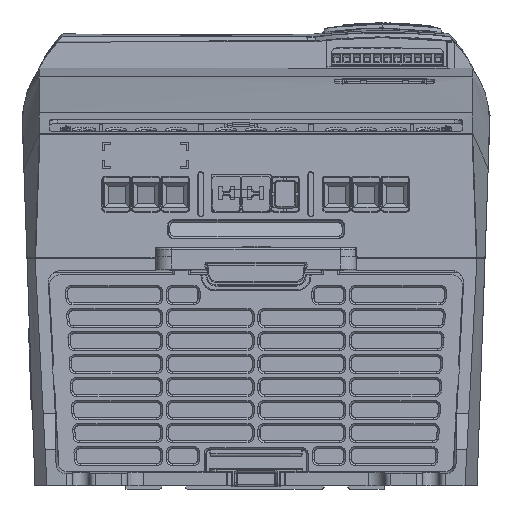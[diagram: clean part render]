
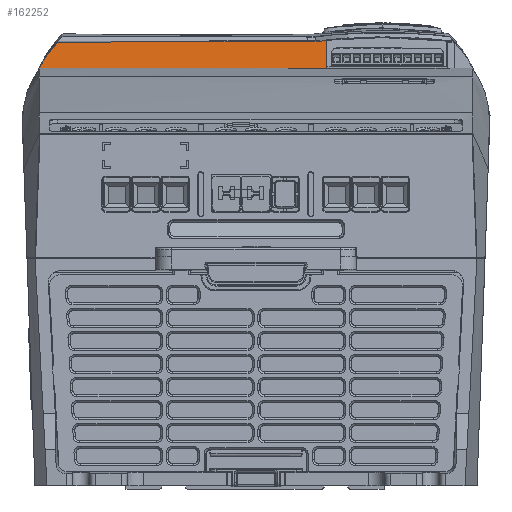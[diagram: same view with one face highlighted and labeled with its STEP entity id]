
A CAD part, front view. The second image highlights one B-rep face of the part: STEP entity #162252.
In plain terms, the highlighted planar face has unit normal (0, -0.996, 0.087).
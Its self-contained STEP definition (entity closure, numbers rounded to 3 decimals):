
#4841 = CARTESIAN_POINT ( 'NONE',  ( -99.117, -15.461, 88.067 ) ) ;
#22516 = B_SPLINE_CURVE_WITH_KNOTS ( 'NONE', 3,
 ( #152343, #406171, #181507, #248047 ),
 .UNSPECIFIED., .F., .F.,
 ( 4, 4 ),
 ( 0., 1. ),
 .UNSPECIFIED. ) ;
#30088 = CARTESIAN_POINT ( 'NONE',  ( 35.023, -15.39, 88.867 ) ) ;
#38972 = CARTESIAN_POINT ( 'NONE',  ( 28.521, -15.435, 88.353 ) ) ;
#53106 = EDGE_CURVE ( 'NONE', #196389, #100065, #283786, .T. ) ;
#61078 = CARTESIAN_POINT ( 'NONE',  ( -99.117, -15.461, 88.067 ) ) ;
#63116 = CARTESIAN_POINT ( 'NONE',  ( -105.966, -16.181, 79.837 ) ) ;
#64202 = EDGE_CURVE ( 'NONE', #181611, #223186, #136859, .T. ) ;
#67253 = CARTESIAN_POINT ( 'NONE',  ( -108.296, -16.602, 75.021 ) ) ;
#74515 = CARTESIAN_POINT ( 'NONE',  ( 35.023, -15.39, 88.867 ) ) ;
#74630 = CARTESIAN_POINT ( 'NONE',  ( 33.349, -15.404, 88.708 ) ) ;
#81763 = ORIENTED_EDGE ( 'NONE', *, *, #319450, .F. ) ;
#83999 = EDGE_CURVE ( 'NONE', #229116, #403907, #22516, .T. ) ;
#100065 = VERTEX_POINT ( 'NONE', #324573 ) ;
#101099 = ORIENTED_EDGE ( 'NONE', *, *, #83999, .T. ) ;
#102169 = EDGE_CURVE ( 'NONE', #229116, #196389, #258370, .T. ) ;
#107881 = CARTESIAN_POINT ( 'NONE',  ( 30.002, -15.436, 88.347 ) ) ;
#118982 = EDGE_LOOP ( 'NONE', ( #409743, #195696, #101099, #194045, #325651, #81763 ) ) ;
#131841 = CARTESIAN_POINT ( 'NONE',  ( -57.559, -15.452, 88.166 ) ) ;
#136859 = B_SPLINE_CURVE_WITH_KNOTS ( 'NONE', 3,
 ( #107881, #207705, #74630, #139135 ),
 .UNSPECIFIED., .F., .F.,
 ( 4, 4 ),
 ( 0., 1. ),
 .UNSPECIFIED. ) ;
#139135 = CARTESIAN_POINT ( 'NONE',  ( 35.023, -15.39, 88.867 ) ) ;
#144884 = B_SPLINE_CURVE_WITH_KNOTS ( 'NONE', 3,
 ( #74515, #361600, #174360, #201491 ),
 .UNSPECIFIED., .F., .F.,
 ( 4, 4 ),
 ( 0., 1. ),
 .UNSPECIFIED. ) ;
#145049 = FACE_OUTER_BOUND ( 'NONE', #118982, .T. ) ;
#152343 = CARTESIAN_POINT ( 'NONE',  ( -108.296, -16.602, 75.021 ) ) ;
#156869 = CARTESIAN_POINT ( 'NONE',  ( 25.558, -16.601, 75.021 ) ) ;
#162252 = ADVANCED_FACE ( 'NONE', ( #145049 ), #301151, .F. ) ;
#163193 = EDGE_CURVE ( 'NONE', #223186, #403907, #144884, .T. ) ;
#164436 = B_SPLINE_CURVE_WITH_KNOTS ( 'NONE', 3,
 ( #263648, #353202, #38972, #355253 ),
 .UNSPECIFIED., .F., .F.,
 ( 4, 4 ),
 ( 0., 1. ),
 .UNSPECIFIED. ) ;
#174360 = CARTESIAN_POINT ( 'NONE',  ( 35.134, -16.198, 79.637 ) ) ;
#181507 = CARTESIAN_POINT ( 'NONE',  ( -12.639, -16.602, 75.021 ) ) ;
#181611 = VERTEX_POINT ( 'NONE', #321857 ) ;
#194045 = ORIENTED_EDGE ( 'NONE', *, *, #163193, .F. ) ;
#195696 = ORIENTED_EDGE ( 'NONE', *, *, #102169, .F. ) ;
#195895 = AXIS2_PLACEMENT_3D ( 'NONE', #156869, #371718, #410666 ) ;
#196389 = VERTEX_POINT ( 'NONE', #297365 ) ;
#201491 = CARTESIAN_POINT ( 'NONE',  ( 35.189, -16.601, 75.021 ) ) ;
#207705 = CARTESIAN_POINT ( 'NONE',  ( 31.675, -15.419, 88.535 ) ) ;
#215148 = CARTESIAN_POINT ( 'NONE',  ( 35.189, -16.601, 75.021 ) ) ;
#221334 = CARTESIAN_POINT ( 'NONE',  ( -108.296, -16.602, 75.021 ) ) ;
#223186 = VERTEX_POINT ( 'NONE', #30088 ) ;
#225417 = CARTESIAN_POINT ( 'NONE',  ( -108.296, -16.602, 75.021 ) ) ;
#229116 = VERTEX_POINT ( 'NONE', #391051 ) ;
#237782 = CARTESIAN_POINT ( 'NONE',  ( -16.001, -15.443, 88.266 ) ) ;
#248047 = CARTESIAN_POINT ( 'NONE',  ( 35.189, -16.601, 75.021 ) ) ;
#258370 = B_SPLINE_CURVE_WITH_KNOTS ( 'NONE', 3,
 ( #67253, #287844, #225417, #221334, #63116, #352301, #61078 ),
 .UNSPECIFIED., .F., .F.,
 ( 4, 3, 4 ),
 ( 0., 0., 1. ),
 .UNSPECIFIED. ) ;
#263648 = CARTESIAN_POINT ( 'NONE',  ( 25.558, -15.434, 88.366 ) ) ;
#283786 = B_SPLINE_CURVE_WITH_KNOTS ( 'NONE', 3,
 ( #4841, #131841, #237782, #296141 ),
 .UNSPECIFIED., .F., .F.,
 ( 4, 4 ),
 ( 0., 1. ),
 .UNSPECIFIED. ) ;
#287844 = CARTESIAN_POINT ( 'NONE',  ( -108.296, -16.602, 75.021 ) ) ;
#296141 = CARTESIAN_POINT ( 'NONE',  ( 25.558, -15.434, 88.366 ) ) ;
#297365 = CARTESIAN_POINT ( 'NONE',  ( -99.117, -15.461, 88.067 ) ) ;
#301151 = PLANE ( 'NONE',  #195895 ) ;
#319450 = EDGE_CURVE ( 'NONE', #100065, #181611, #164436, .T. ) ;
#321857 = CARTESIAN_POINT ( 'NONE',  ( 30.002, -15.436, 88.347 ) ) ;
#324573 = CARTESIAN_POINT ( 'NONE',  ( 25.558, -15.434, 88.366 ) ) ;
#325651 = ORIENTED_EDGE ( 'NONE', *, *, #64202, .F. ) ;
#352301 = CARTESIAN_POINT ( 'NONE',  ( -102.866, -15.795, 84.243 ) ) ;
#353202 = CARTESIAN_POINT ( 'NONE',  ( 27.039, -15.434, 88.36 ) ) ;
#355253 = CARTESIAN_POINT ( 'NONE',  ( 30.002, -15.436, 88.347 ) ) ;
#361600 = CARTESIAN_POINT ( 'NONE',  ( 35.078, -15.794, 84.252 ) ) ;
#371718 = DIRECTION ( 'NONE',  ( 0., 0.996, -0.087 ) ) ;
#391051 = CARTESIAN_POINT ( 'NONE',  ( -108.296, -16.602, 75.021 ) ) ;
#403907 = VERTEX_POINT ( 'NONE', #215148 ) ;
#406171 = CARTESIAN_POINT ( 'NONE',  ( -60.467, -16.602, 75.021 ) ) ;
#409743 = ORIENTED_EDGE ( 'NONE', *, *, #53106, .F. ) ;
#410666 = DIRECTION ( 'NONE',  ( -1., 0., 0. ) ) ;
